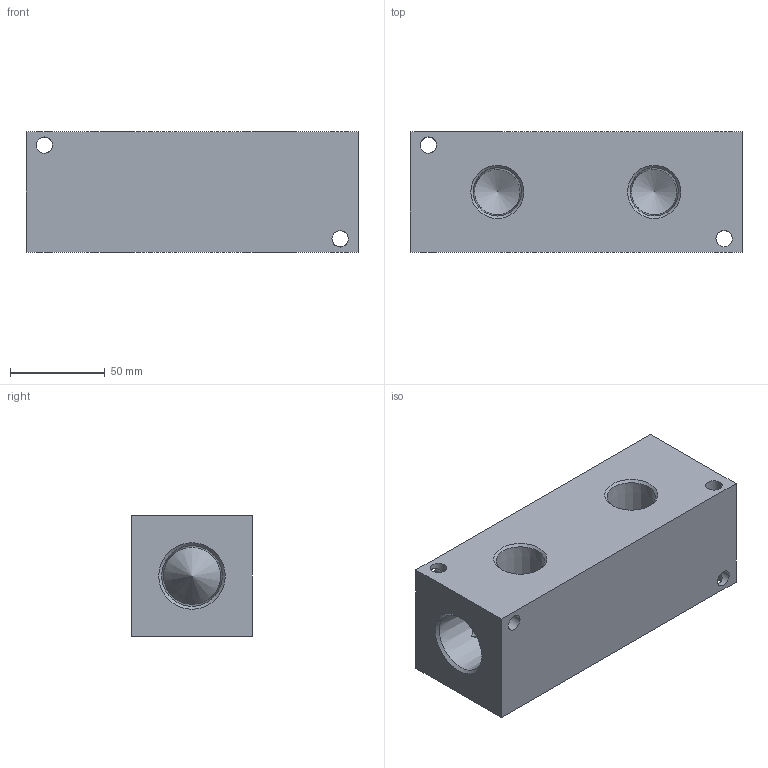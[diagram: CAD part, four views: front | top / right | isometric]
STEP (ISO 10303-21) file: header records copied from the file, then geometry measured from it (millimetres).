
FILE_DESCRIPTION( ( 'STEP AP214' ), ' ' );
FILE_NAME( 'AH1800212P.stp', '2018-07-02T16:08:50', ( '' ), ( '' ), ' ', 'PARTsolutions', ' ' );
FILE_SCHEMA( ( 'AUTOMOTIVE_DESIGN { 1 0 10303 214 1 1 1 1 }' ) );
Length unit declared in the file: inch
Products named in the file (1): _AH1800212P
Bounding box: 174.75 x 63.5 x 63.5 mm (x, y, z)
Volume: 602398.4 mm3; surface area: 72364 mm2
Topology: 1 solids, 1 shells, 140 faces, 381 edges, 247 vertices
Faces by surface type: plane 80, cylinder 42, cone 18
Full cylindrical faces by diameter (mm): 8.636 x8
Entity records: 5372 total; most frequent: CARTESIAN_POINT 731, DIRECTION 730, ORIENTED_EDGE 692, EDGE_CURVE 346, VERTEX_POINT 244, LINE 244, VECTOR 244, AXIS2_PLACEMENT_3D 243
